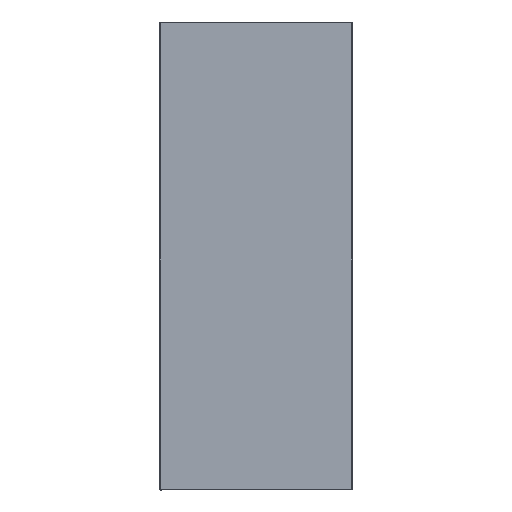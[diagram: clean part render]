
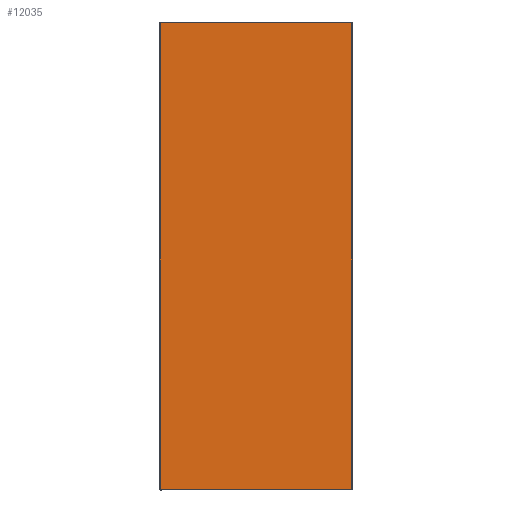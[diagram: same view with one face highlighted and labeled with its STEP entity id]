
A CAD part, top view. The second image highlights one B-rep face of the part: STEP entity #12035.
In plain terms, the highlighted planar face has unit normal (0, 0, 1).
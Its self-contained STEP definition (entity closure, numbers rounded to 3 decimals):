
#1000 = DIRECTION ( 'NONE',  ( 1., 0., 0. ) ) ;
#1470 = CARTESIAN_POINT ( 'NONE',  ( 378., 922., 0. ) ) ;
#1896 = LINE ( 'NONE', #16086, #17546 ) ;
#2631 = LINE ( 'NONE', #16156, #12524 ) ;
#2979 = DIRECTION ( 'NONE',  ( 0., -1., 0. ) ) ;
#2988 = DIRECTION ( 'NONE',  ( 0., 1., 0. ) ) ;
#3029 = VERTEX_POINT ( 'NONE', #12381 ) ;
#3360 = DIRECTION ( 'NONE',  ( 0., 0., 1. ) ) ;
#3471 = DIRECTION ( 'NONE',  ( -1., 0., 0. ) ) ;
#4786 = CARTESIAN_POINT ( 'NONE',  ( -378., -922., 0. ) ) ;
#7018 = VERTEX_POINT ( 'NONE', #1470 ) ;
#7234 = CARTESIAN_POINT ( 'NONE',  ( 378., -922., 0. ) ) ;
#7590 = AXIS2_PLACEMENT_3D ( 'NONE', #20141, #3360, #11747 ) ;
#7595 = LINE ( 'NONE', #8142, #14913 ) ;
#7597 = EDGE_CURVE ( 'NONE', #14310, #7018, #7595, .T. ) ;
#7643 = FACE_OUTER_BOUND ( 'NONE', #15062, .T. ) ;
#8142 = CARTESIAN_POINT ( 'NONE',  ( 378., -10175., 0. ) ) ;
#8719 = LINE ( 'NONE', #13470, #11851 ) ;
#11747 = DIRECTION ( 'NONE',  ( 1., 0., 0. ) ) ;
#11851 = VECTOR ( 'NONE', #3471, 1000. ) ;
#12035 = ADVANCED_FACE ( 'NONE', ( #7643 ), #13344, .T. ) ;
#12358 = EDGE_CURVE ( 'NONE', #3029, #18593, #1896, .T. ) ;
#12381 = CARTESIAN_POINT ( 'NONE',  ( -378., 922., 0. ) ) ;
#12524 = VECTOR ( 'NONE', #1000, 1000. ) ;
#13344 = PLANE ( 'NONE',  #7590 ) ;
#13470 = CARTESIAN_POINT ( 'NONE',  ( 9631., 922., 0. ) ) ;
#14310 = VERTEX_POINT ( 'NONE', #7234 ) ;
#14913 = VECTOR ( 'NONE', #2988, 1000. ) ;
#15062 = EDGE_LOOP ( 'NONE', ( #19927, #17381, #20822, #16344 ) ) ;
#15199 = EDGE_CURVE ( 'NONE', #18593, #14310, #2631, .T. ) ;
#16086 = CARTESIAN_POINT ( 'NONE',  ( -378., 10175., 0. ) ) ;
#16156 = CARTESIAN_POINT ( 'NONE',  ( -9631., -922., 0. ) ) ;
#16344 = ORIENTED_EDGE ( 'NONE', *, *, #15199, .T. ) ;
#17381 = ORIENTED_EDGE ( 'NONE', *, *, #18686, .T. ) ;
#17546 = VECTOR ( 'NONE', #2979, 1000. ) ;
#18593 = VERTEX_POINT ( 'NONE', #4786 ) ;
#18686 = EDGE_CURVE ( 'NONE', #7018, #3029, #8719, .T. ) ;
#19927 = ORIENTED_EDGE ( 'NONE', *, *, #7597, .T. ) ;
#20141 = CARTESIAN_POINT ( 'NONE',  ( 0., 0., 0. ) ) ;
#20822 = ORIENTED_EDGE ( 'NONE', *, *, #12358, .T. ) ;
